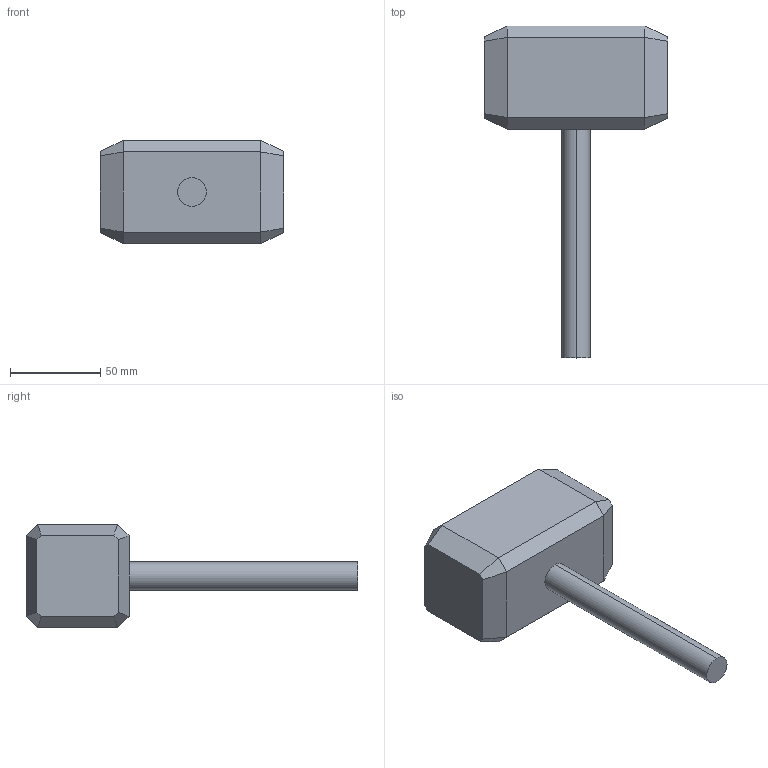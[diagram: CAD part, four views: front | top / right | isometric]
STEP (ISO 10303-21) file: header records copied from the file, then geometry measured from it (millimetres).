
FILE_DESCRIPTION (( 'STEP AP203' ), '1' );
FILE_NAME ('Mjolnir.STEP', '2018-12-21T13:25:24', ( '' ), ( '' ), 'SwSTEP 2.0', 'SolidWorks 2017', '' );
FILE_SCHEMA (( 'CONFIG_CONTROL_DESIGN' ));
Length unit declared in the file: inch
Products named in the file (1): Mjolnir
Bounding box: 101.6 x 184.15 x 57.15 mm (x, y, z)
Volume: 333759.7 mm3; surface area: 32144.7 mm2
Topology: 1 solids, 1 shells, 29 faces, 62 edges, 36 vertices
Faces by surface type: plane 27, cylinder 2
Entity records: 831 total; most frequent: CARTESIAN_POINT 128, DIRECTION 126, ORIENTED_EDGE 124, EDGE_CURVE 62, VECTOR 58, LINE 58, VERTEX_POINT 36, AXIS2_PLACEMENT_3D 34
